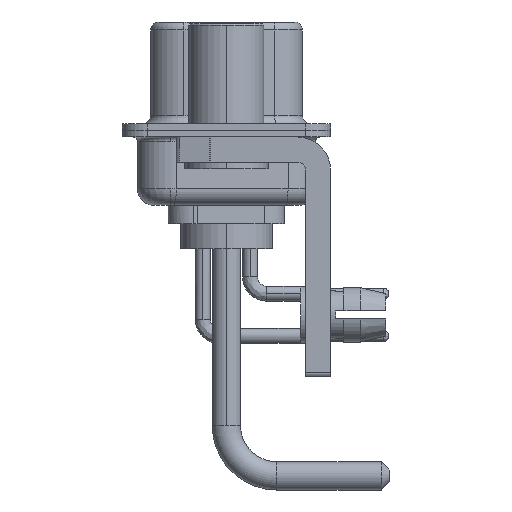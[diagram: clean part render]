
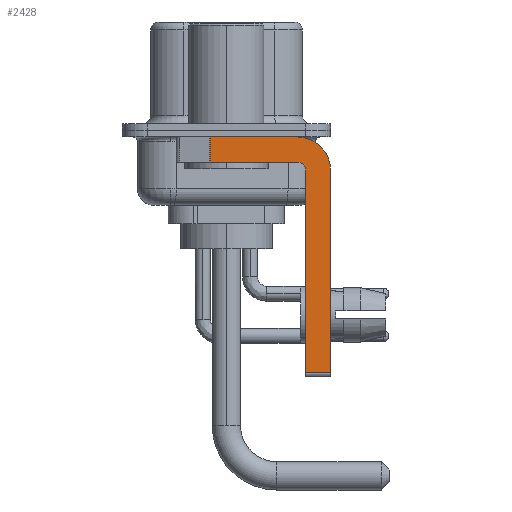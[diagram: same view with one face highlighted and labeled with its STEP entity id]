
A CAD part, left-side view. The second image highlights one B-rep face of the part: STEP entity #2428.
In plain terms, the highlighted planar face has unit normal (-1, 0, 0).
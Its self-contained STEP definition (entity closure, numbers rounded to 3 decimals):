
#293 = EDGE_CURVE ( 'NONE', #663, #25724, #10399, .T. ) ;
#350 = ORIENTED_EDGE ( 'NONE', *, *, #6369, .F. ) ;
#663 = VERTEX_POINT ( 'NONE', #27663 ) ;
#893 = CARTESIAN_POINT ( 'NONE',  ( -2.9, 0.978, -1.9 ) ) ;
#1345 = CARTESIAN_POINT ( 'NONE',  ( -2.9, -6.25, -14.55 ) ) ;
#1515 = EDGE_LOOP ( 'NONE', ( #2853, #10279, #27352, #21964, #7184, #10274, #4764, #350 ) ) ;
#2352 = DIRECTION ( 'NONE',  ( 0., -1., 0. ) ) ;
#2428 = ADVANCED_FACE ( 'NONE', ( #14061 ), #16776, .F. ) ;
#2579 = CARTESIAN_POINT ( 'NONE',  ( -2.9, -4.25, -1.9 ) ) ;
#2853 = ORIENTED_EDGE ( 'NONE', *, *, #18441, .F. ) ;
#3390 = CARTESIAN_POINT ( 'NONE',  ( -2.9, -6.25, -2.4 ) ) ;
#3554 = LINE ( 'NONE', #27995, #7065 ) ;
#3819 = DIRECTION ( 'NONE',  ( 0., 0., -1. ) ) ;
#4505 = AXIS2_PLACEMENT_3D ( 'NONE', #14685, #18710, #3819 ) ;
#4764 = ORIENTED_EDGE ( 'NONE', *, *, #293, .F. ) ;
#5822 = EDGE_CURVE ( 'NONE', #22363, #10899, #9837, .T. ) ;
#6369 = EDGE_CURVE ( 'NONE', #10513, #663, #21871, .T. ) ;
#7065 = VECTOR ( 'NONE', #16998, 1000. ) ;
#7168 = DIRECTION ( 'NONE',  ( 0., 0., -1. ) ) ;
#7184 = ORIENTED_EDGE ( 'NONE', *, *, #5822, .F. ) ;
#7215 = CARTESIAN_POINT ( 'NONE',  ( -2.9, 0.978, -1.9 ) ) ;
#7627 = DIRECTION ( 'NONE',  ( 0., 0., -1. ) ) ;
#8417 = VECTOR ( 'NONE', #19739, 1000. ) ;
#8854 = VERTEX_POINT ( 'NONE', #7215 ) ;
#9837 = LINE ( 'NONE', #14408, #23223 ) ;
#10274 = ORIENTED_EDGE ( 'NONE', *, *, #25421, .T. ) ;
#10279 = ORIENTED_EDGE ( 'NONE', *, *, #14118, .T. ) ;
#10399 = LINE ( 'NONE', #3390, #14165 ) ;
#10513 = VERTEX_POINT ( 'NONE', #15493 ) ;
#10704 = CARTESIAN_POINT ( 'NONE',  ( -2.9, -4.25, -2.4 ) ) ;
#10899 = VERTEX_POINT ( 'NONE', #23757 ) ;
#11133 = VECTOR ( 'NONE', #7168, 1000. ) ;
#13465 = EDGE_CURVE ( 'NONE', #10899, #23355, #23888, .T. ) ;
#14039 = LINE ( 'NONE', #893, #11133 ) ;
#14061 = FACE_OUTER_BOUND ( 'NONE', #1515, .T. ) ;
#14118 = EDGE_CURVE ( 'NONE', #17610, #8854, #14039, .T. ) ;
#14165 = VECTOR ( 'NONE', #23401, 1000. ) ;
#14302 = AXIS2_PLACEMENT_3D ( 'NONE', #10704, #27997, #19705 ) ;
#14408 = CARTESIAN_POINT ( 'NONE',  ( -2.9, -4.75, -14.8 ) ) ;
#14504 = EDGE_CURVE ( 'NONE', #23355, #8854, #22155, .T. ) ;
#14685 = CARTESIAN_POINT ( 'NONE',  ( -2.9, -4.25, -2.4 ) ) ;
#15493 = CARTESIAN_POINT ( 'NONE',  ( -2.9, -4.25, -0.4 ) ) ;
#16328 = CARTESIAN_POINT ( 'NONE',  ( -2.9, -4.25, -1.9 ) ) ;
#16776 = PLANE ( 'NONE',  #20810 ) ;
#16998 = DIRECTION ( 'NONE',  ( 0., -1., 0. ) ) ;
#17610 = VERTEX_POINT ( 'NONE', #24183 ) ;
#18441 = EDGE_CURVE ( 'NONE', #17610, #10513, #3554, .T. ) ;
#18710 = DIRECTION ( 'NONE',  ( 1., 0., 0. ) ) ;
#19705 = DIRECTION ( 'NONE',  ( 0., 0., 1. ) ) ;
#19739 = DIRECTION ( 'NONE',  ( 0., 1., 0. ) ) ;
#20810 = AXIS2_PLACEMENT_3D ( 'NONE', #25489, #27220, #7627 ) ;
#21520 = LINE ( 'NONE', #21937, #26952 ) ;
#21871 = CIRCLE ( 'NONE', #4505, 2. ) ;
#21937 = CARTESIAN_POINT ( 'NONE',  ( -2.9, -4.25, -14.55 ) ) ;
#21964 = ORIENTED_EDGE ( 'NONE', *, *, #13465, .F. ) ;
#22155 = LINE ( 'NONE', #2579, #8417 ) ;
#22363 = VERTEX_POINT ( 'NONE', #27953 ) ;
#23223 = VECTOR ( 'NONE', #27560, 1000. ) ;
#23355 = VERTEX_POINT ( 'NONE', #16328 ) ;
#23401 = DIRECTION ( 'NONE',  ( 0., 0., -1. ) ) ;
#23757 = CARTESIAN_POINT ( 'NONE',  ( -2.9, -4.75, -2.4 ) ) ;
#23888 = CIRCLE ( 'NONE', #14302, 0.5 ) ;
#24183 = CARTESIAN_POINT ( 'NONE',  ( -2.9, 0.978, -0.4 ) ) ;
#25421 = EDGE_CURVE ( 'NONE', #22363, #25724, #21520, .T. ) ;
#25489 = CARTESIAN_POINT ( 'NONE',  ( -2.9, -4.25, -2.4 ) ) ;
#25724 = VERTEX_POINT ( 'NONE', #1345 ) ;
#26952 = VECTOR ( 'NONE', #2352, 1000. ) ;
#27220 = DIRECTION ( 'NONE',  ( 1., 0., 0. ) ) ;
#27352 = ORIENTED_EDGE ( 'NONE', *, *, #14504, .F. ) ;
#27560 = DIRECTION ( 'NONE',  ( 0., 0., 1. ) ) ;
#27663 = CARTESIAN_POINT ( 'NONE',  ( -2.9, -6.25, -2.4 ) ) ;
#27953 = CARTESIAN_POINT ( 'NONE',  ( -2.9, -4.75, -14.55 ) ) ;
#27995 = CARTESIAN_POINT ( 'NONE',  ( -2.9, 3., -0.4 ) ) ;
#27997 = DIRECTION ( 'NONE',  ( -1., 0., 0. ) ) ;
